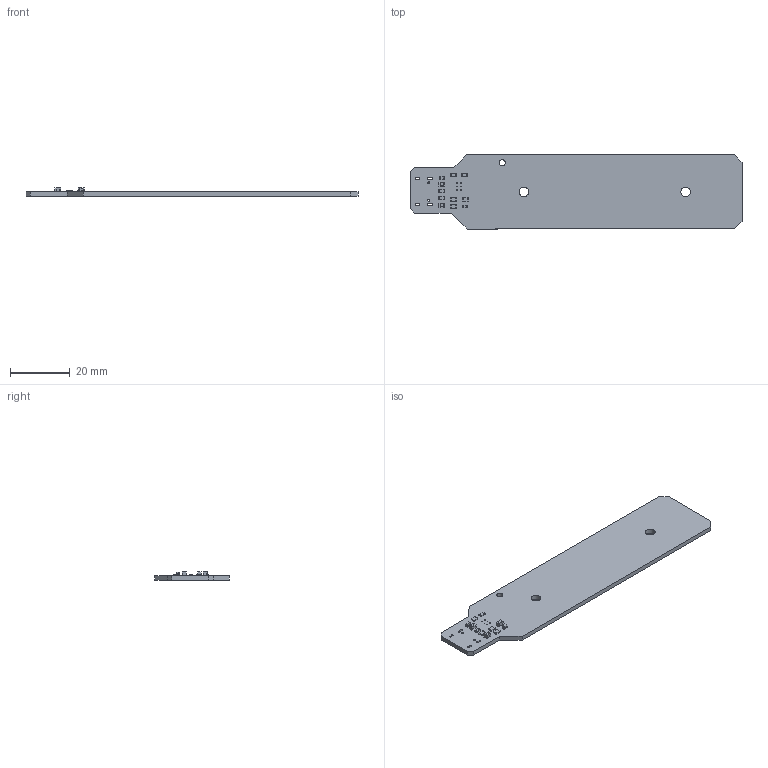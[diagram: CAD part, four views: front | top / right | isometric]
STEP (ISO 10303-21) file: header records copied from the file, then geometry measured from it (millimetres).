
FILE_DESCRIPTION(('KiCad electronic assembly'),'2;1');
FILE_NAME('The Li-ion Charger.step','2025-12-11T20:47:29',('Pcbnew'),( 'Kicad'),'Open CASCADE STEP processor 7.9','KiCad to STEP converter' ,'Unknown');
FILE_SCHEMA(('AUTOMOTIVE_DESIGN { 1 0 10303 214 1 1 1 1 }'));
Length unit declared in the file: millimetre
Products named in the file (5): The Li-ion Charger 1; R_0805_2012Metric; LED_0603_1608Metric; C_0805_2012Metric; The Li-ion Charger_PCB
Assembly tree (12 placements, depth 2):
  The Li-ion Charger 1
    R_0805_2012Metric  x6
    LED_0603_1608Metric  x2
    C_0805_2012Metric  x3
    The Li-ion Charger_PCB
Bounding box: 110.88 x 24.76 x 2.85 mm (x, y, z)
Volume: 3864.1 mm3; surface area: 5664.9 mm2
Topology: 12 solids, 12 shells, 381 faces, 1007 edges, 658 vertices
Faces by surface type: plane 262, cylinder 119
Full cylindrical faces by diameter (mm): 0.2 x6, 0.7 x2, 2 x1, 3.2 x2
Entity records: 5468 total; most frequent: CARTESIAN_POINT 804, DIRECTION 800, ORIENTED_EDGE 780, EDGE_CURVE 390, LINE 296, VECTOR 296, VERTEX_POINT 256, AXIS2_PLACEMENT_3D 252
